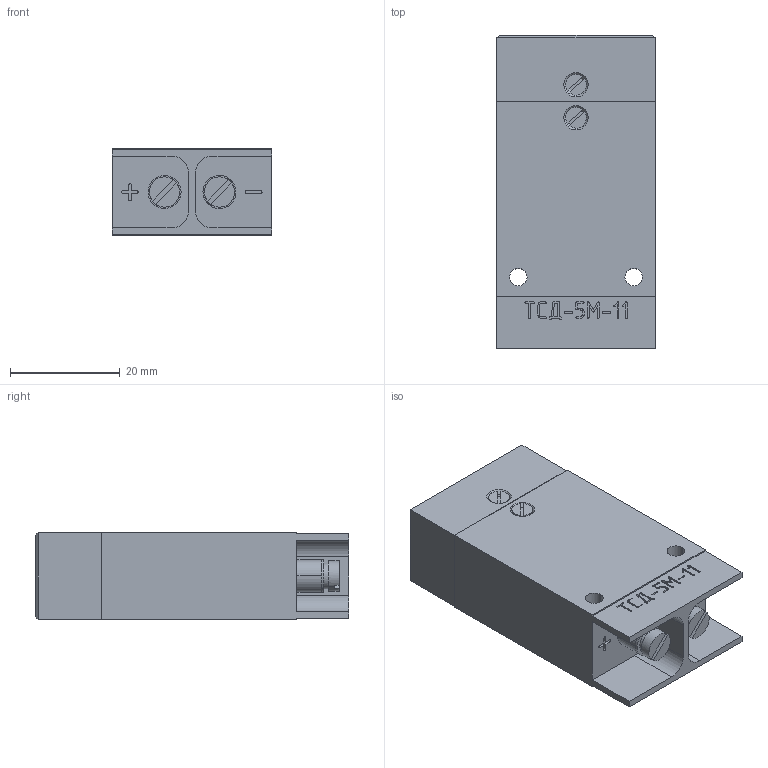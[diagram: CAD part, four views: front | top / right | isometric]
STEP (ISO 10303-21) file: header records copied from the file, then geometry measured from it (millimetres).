
FILE_DESCRIPTION (( 'STEP AP214' ), '1' );
FILE_NAME ('ﾒﾑﾄ-5ﾌ.STEP', '2015-07-24T13:54:00', ( 'kasatonov' ), ( '' ), 'SwSTEP 2.0', 'SolidWorks 2014', '' );
FILE_SCHEMA (( 'AUTOMOTIVE_DESIGN' ));
Length unit declared in the file: millimetre
Products named in the file (1): ﾒﾑﾄ-5ﾌ
Bounding box: 29 x 57 x 16 mm (x, y, z)
Volume: 8125.4 mm3; surface area: 12799.6 mm2
Topology: 15 solids, 15 shells, 820 faces, 2190 edges, 1442 vertices
Faces by surface type: plane 402, bspline 302, cylinder 72, cone 40, torus 4
Entity records: 41570 total; most frequent: CARTESIAN_POINT 13863, ORIENTED_EDGE 4372, DIRECTION 2804, EDGE_CURVE 2186, VERTEX_POINT 1442, LINE 1350, VECTOR 1350, EDGE_LOOP 884
